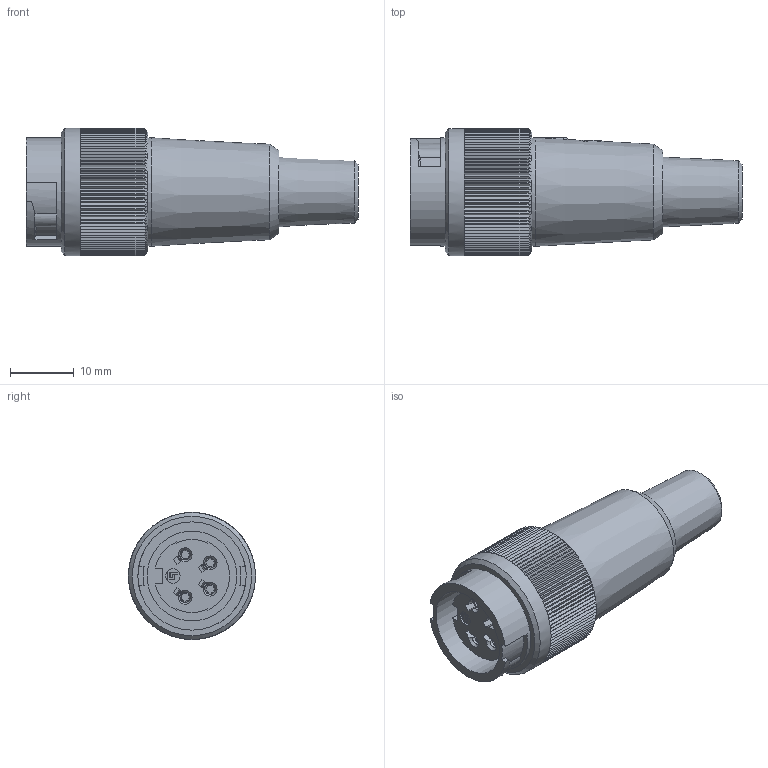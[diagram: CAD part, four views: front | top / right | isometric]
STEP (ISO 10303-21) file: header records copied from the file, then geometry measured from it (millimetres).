
FILE_DESCRIPTION(/* description */ (''),/* implementation_level */ '2;1');
FILE_NAME(/* name */ '99 0610 02 04 001_00.stp',/* time_stamp */ '2014-01-27T10:46:28+01:00',/* author */ (''),/* organization */ (''),/* preprocessor_version */ 'ST-DEVELOPER v14',/* originating_system */ 'SIEMENS PLM Software NX 8.0',/* authorisation */ '');
FILE_SCHEMA (('AUTOMOTIVE_DESIGN { 1 0 10303 214 3 1 1 1 }'));
Length unit declared in the file: millimetre
Products named in the file (1): cerl0E54AD9C1xcx
Bounding box: 52 x 19.9 x 19.9 mm (x, y, z)
Volume: 9545.5 mm3; surface area: 4509.4 mm2
Topology: 1 solids, 2 shells, 659 faces, 1979 edges, 1309 vertices
Faces by surface type: plane 482, cylinder 75, cone 62, torus 36, bspline 4
Full cylindrical faces by diameter (mm): 1.8 x4, 2.25 x1, 13.1 x1, 14.05 x1, 16.95 x1, 17 x1, 19.9 x1
Entity records: 24089 total; most frequent: CARTESIAN_POINT 6957, ORIENTED_EDGE 3862, DIRECTION 3284, EDGE_CURVE 1931, VERTEX_POINT 1286, AXIS2_PLACEMENT_3D 1198, LINE 888, VECTOR 888
